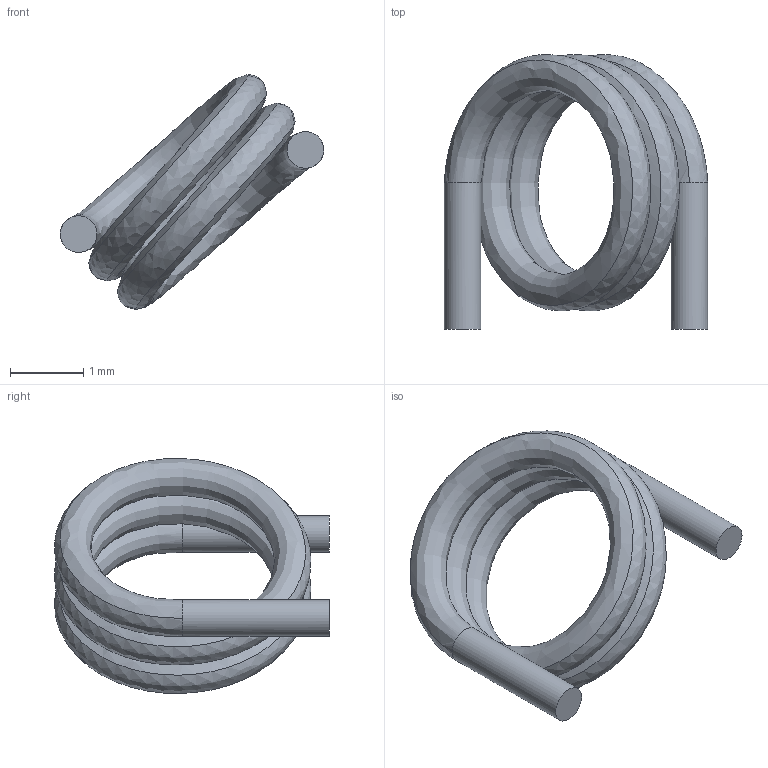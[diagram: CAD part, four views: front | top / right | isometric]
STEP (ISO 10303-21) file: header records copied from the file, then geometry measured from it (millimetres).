
FILE_DESCRIPTION(/* description */ (''),/* implementation_level */ '2;1');
FILE_NAME(/* name */ 'small coil v1.stp',/* time_stamp */ '2019-08-11T11:56:42-04:00',/* author */ ('Jared'),/* organization */ (''),/* preprocessor_version */ 'ST-DEVELOPER v17.2',/* originating_system */ 'Autodesk Inventor 2019',/* authorisation */ '');
FILE_SCHEMA (('AUTOMOTIVE_DESIGN { 1 0 10303 214 3 1 1 }'));
Length unit declared in the file: millimetre
Products named in the file (1): small coil v1
Bounding box: 3.59 x 3.75 x 3.21 mm (x, y, z)
Volume: 5.4 mm3; surface area: 43.7 mm2
Topology: 1 solids, 1 shells, 6 faces, 17 edges, 13 vertices
Faces by surface type: bspline 2, plane 2, cylinder 2
Full cylindrical faces by diameter (mm): 0.5 x2
Entity records: 952 total; most frequent: CARTESIAN_POINT 715, DIRECTION 38, ORIENTED_EDGE 34, AXIS2_PLACEMENT_3D 18, EDGE_CURVE 17, CIRCLE 13, VERTEX_POINT 13, STYLED_ITEM 7
